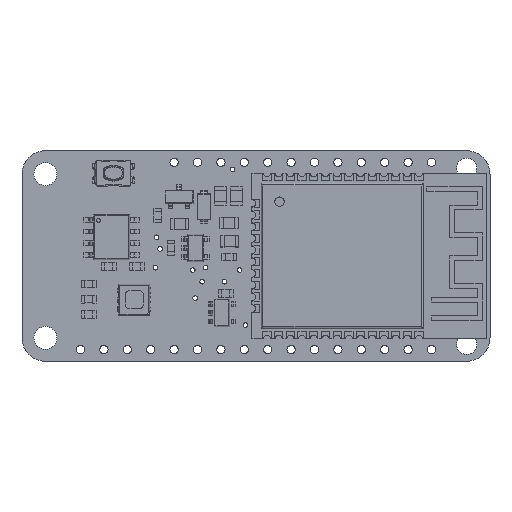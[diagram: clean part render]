
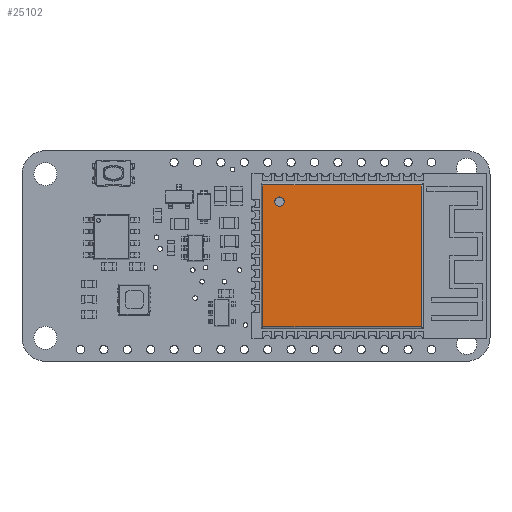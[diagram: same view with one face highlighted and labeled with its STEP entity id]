
A CAD part, top view. The second image highlights one B-rep face of the part: STEP entity #25102.
In plain terms, the highlighted planar face has unit normal (0, 0, 1).
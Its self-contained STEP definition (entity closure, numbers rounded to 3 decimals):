
#595=FACE_BOUND('',#3722,.T.);
#1132=PLANE('',#27045);
#2221=FACE_OUTER_BOUND('',#3721,.T.);
#3721=EDGE_LOOP('',(#20739,#20740,#20741,#20742));
#3722=EDGE_LOOP('',(#20743));
#5985=LINE('',#41120,#8554);
#5986=LINE('',#41124,#8555);
#5989=LINE('',#41132,#8558);
#5991=LINE('',#41136,#8560);
#8554=VECTOR('',#32346,10.);
#8555=VECTOR('',#32351,10.);
#8558=VECTOR('',#32358,10.);
#8560=VECTOR('',#32364,10.);
#9851=CIRCLE('',#27046,0.5);
#11722=VERTEX_POINT('',#41117);
#11723=VERTEX_POINT('',#41119);
#11724=VERTEX_POINT('',#41123);
#11727=VERTEX_POINT('',#41131);
#11731=VERTEX_POINT('',#41148);
#14816=EDGE_CURVE('',#11722,#11723,#5985,.T.);
#14818=EDGE_CURVE('',#11724,#11722,#5986,.T.);
#14822=EDGE_CURVE('',#11723,#11727,#5989,.T.);
#14825=EDGE_CURVE('',#11727,#11724,#5991,.T.);
#14831=EDGE_CURVE('',#11731,#11731,#9851,.T.);
#20739=ORIENTED_EDGE('',*,*,#14816,.F.);
#20740=ORIENTED_EDGE('',*,*,#14818,.F.);
#20741=ORIENTED_EDGE('',*,*,#14825,.F.);
#20742=ORIENTED_EDGE('',*,*,#14822,.F.);
#20743=ORIENTED_EDGE('',*,*,#14831,.F.);
#25102=ADVANCED_FACE('',(#2221,#595),#1132,.T.);
#27045=AXIS2_PLACEMENT_3D('',#41147,#32374,#32375);
#27046=AXIS2_PLACEMENT_3D('',#41149,#32376,#32377);
#32346=DIRECTION('',(0.,1.,0.));
#32351=DIRECTION('',(-1.,0.,0.));
#32358=DIRECTION('',(1.,0.,0.));
#32364=DIRECTION('',(0.,-1.,0.));
#32374=DIRECTION('center_axis',(0.,0.,
1.));
#32375=DIRECTION('ref_axis',(1.,0.,0.));
#32376=DIRECTION('center_axis',(0.,0.,
1.));
#32377=DIRECTION('ref_axis',(1.,0.,0.));
#41117=CARTESIAN_POINT('',(-7.7,-11.95,3.4));
#41119=CARTESIAN_POINT('',(-7.7,5.25,3.4));
#41120=CARTESIAN_POINT('',(-7.7,1.05,3.4));
#41123=CARTESIAN_POINT('',(7.7,-11.95,3.4));
#41124=CARTESIAN_POINT('',(-3.95,-11.95,3.4));
#41131=CARTESIAN_POINT('',(7.7,5.25,3.4));
#41132=CARTESIAN_POINT('',(3.95,5.25,3.4));
#41136=CARTESIAN_POINT('',(7.7,-7.75,3.4));
#41147=CARTESIAN_POINT('Origin',(0.,-3.35,3.4));
#41148=CARTESIAN_POINT('',(-6.4,-10.15,3.4));
#41149=CARTESIAN_POINT('Origin',(-5.9,-10.15,3.4));
